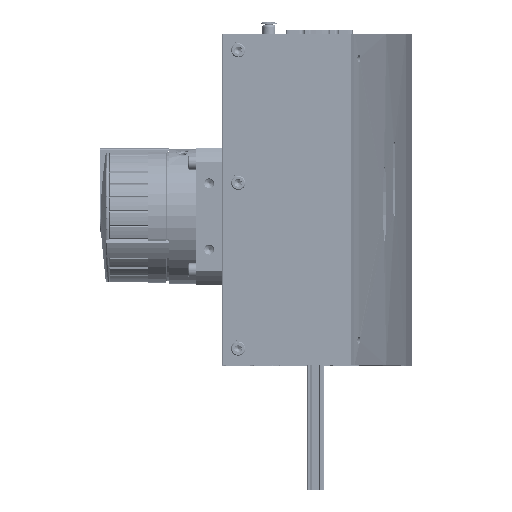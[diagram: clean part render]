
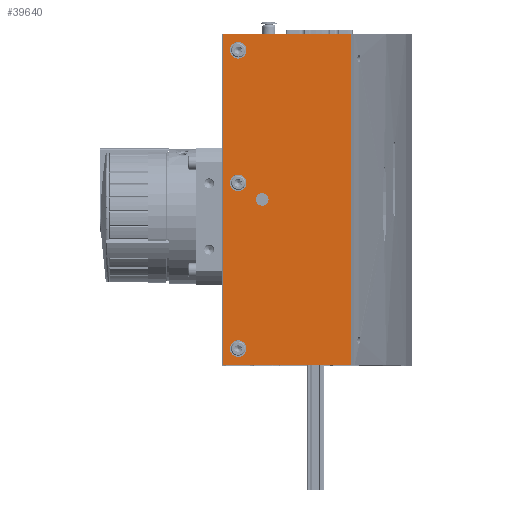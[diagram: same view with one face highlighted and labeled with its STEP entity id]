
A CAD part, top view. The second image highlights one B-rep face of the part: STEP entity #39640.
In plain terms, the highlighted face is planar.
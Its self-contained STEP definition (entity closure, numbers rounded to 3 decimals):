
#2119=PLANE('',#45122);
#4960=LINE('',#69985,#7858);
#4961=LINE('',#69997,#7859);
#4962=LINE('',#69999,#7860);
#4963=LINE('',#70001,#7861);
#7858=VECTOR('',#56485,1000.);
#7859=VECTOR('',#56498,1000.);
#7860=VECTOR('',#56499,1000.);
#7861=VECTOR('',#56500,1000.);
#9753=CIRCLE('',#45123,5.);
#9754=CIRCLE('',#45124,3.8);
#9755=CIRCLE('',#45125,5.);
#9756=CIRCLE('',#45126,5.);
#20077=ORIENTED_EDGE('',*,*,#25620,.F.);
#20078=ORIENTED_EDGE('',*,*,#25621,.F.);
#20079=ORIENTED_EDGE('',*,*,#25622,.F.);
#20080=ORIENTED_EDGE('',*,*,#25623,.F.);
#20081=ORIENTED_EDGE('',*,*,#25624,.T.);
#20082=ORIENTED_EDGE('',*,*,#25625,.F.);
#20083=ORIENTED_EDGE('',*,*,#25626,.F.);
#20084=ORIENTED_EDGE('',*,*,#25618,.T.);
#25618=EDGE_CURVE('',#29452,#29451,#4960,.T.);
#25620=EDGE_CURVE('',#29453,#29453,#9753,.T.);
#25621=EDGE_CURVE('',#29454,#29454,#9754,.F.);
#25622=EDGE_CURVE('',#29455,#29455,#9755,.T.);
#25623=EDGE_CURVE('',#29456,#29456,#9756,.T.);
#25624=EDGE_CURVE('',#29451,#29457,#4961,.T.);
#25625=EDGE_CURVE('',#29458,#29457,#4962,.T.);
#25626=EDGE_CURVE('',#29452,#29458,#4963,.T.);
#29451=VERTEX_POINT('',#69984);
#29452=VERTEX_POINT('',#69986);
#29453=VERTEX_POINT('',#69990);
#29454=VERTEX_POINT('',#69992);
#29455=VERTEX_POINT('',#69994);
#29456=VERTEX_POINT('',#69996);
#29457=VERTEX_POINT('',#69998);
#29458=VERTEX_POINT('',#70000);
#33177=EDGE_LOOP('',(#20077));
#33178=EDGE_LOOP('',(#20078));
#33179=EDGE_LOOP('',(#20079));
#33180=EDGE_LOOP('',(#20080));
#33181=EDGE_LOOP('',(#20081,#20082,#20083,#20084));
#36445=FACE_BOUND('',#33177,.T.);
#36446=FACE_BOUND('',#33178,.T.);
#36447=FACE_BOUND('',#33179,.T.);
#36448=FACE_BOUND('',#33180,.T.);
#36449=FACE_BOUND('',#33181,.T.);
#39640=ADVANCED_FACE('',(#36445,#36446,#36447,#36448,#36449),#2119,.F.);
#45122=AXIS2_PLACEMENT_3D('',#69988,#56488,#56489);
#45123=AXIS2_PLACEMENT_3D('',#69989,#56490,#56491);
#45124=AXIS2_PLACEMENT_3D('',#69991,#56492,#56493);
#45125=AXIS2_PLACEMENT_3D('',#69993,#56494,#56495);
#45126=AXIS2_PLACEMENT_3D('',#69995,#56496,#56497);
#56485=DIRECTION('',(0.,0.,-1.));
#56488=DIRECTION('',(0.,1.,0.));
#56489=DIRECTION('',(0.,0.,1.));
#56490=DIRECTION('',(0.,-1.,0.));
#56491=DIRECTION('',(0.,0.,-1.));
#56492=DIRECTION('',(0.,1.,0.));
#56493=DIRECTION('',(0.,0.,1.));
#56494=DIRECTION('',(0.,-1.,0.));
#56495=DIRECTION('',(0.,0.,-1.));
#56496=DIRECTION('',(0.,-1.,0.));
#56497=DIRECTION('',(0.,0.,-1.));
#56498=DIRECTION('',(1.,0.,0.));
#56499=DIRECTION('',(0.,0.,-1.));
#56500=DIRECTION('',(1.,0.,0.));
#69984=CARTESIAN_POINT('',(1.,0.,-100.));
#69985=CARTESIAN_POINT('',(1.,0.,100.));
#69986=CARTESIAN_POINT('',(1.,0.,100.));
#69988=CARTESIAN_POINT('',(1.,0.,100.));
#69989=CARTESIAN_POINT('',(10.,0.,10.));
#69990=CARTESIAN_POINT('',(10.,0.,5.));
#69991=CARTESIAN_POINT('',(24.5,0.,0.));
#69992=CARTESIAN_POINT('',(24.5,0.,3.8));
#69993=CARTESIAN_POINT('',(10.,0.,90.));
#69994=CARTESIAN_POINT('',(10.,0.,85.));
#69995=CARTESIAN_POINT('',(10.,0.,-90.));
#69996=CARTESIAN_POINT('',(10.,0.,-95.));
#69997=CARTESIAN_POINT('',(1.,0.,-100.));
#69998=CARTESIAN_POINT('',(78.179,0.,-100.));
#69999=CARTESIAN_POINT('',(78.179,0.,100.));
#70000=CARTESIAN_POINT('',(78.179,0.,100.));
#70001=CARTESIAN_POINT('',(1.,0.,100.));
